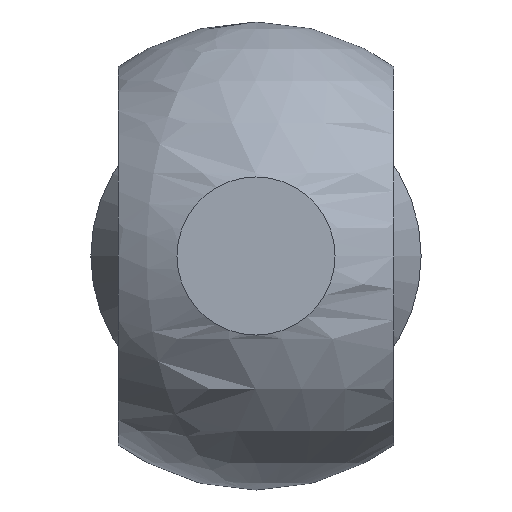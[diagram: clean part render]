
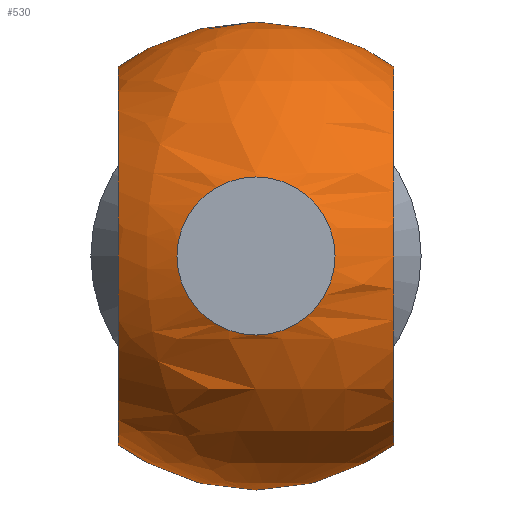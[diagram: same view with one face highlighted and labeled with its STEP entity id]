
A CAD part, front view. The second image highlights one B-rep face of the part: STEP entity #530.
In plain terms, the highlighted spherical face has radius 8.5 mm.
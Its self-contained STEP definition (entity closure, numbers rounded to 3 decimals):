
#477=CARTESIAN_POINT('',(0.,-8.,-2.872));
#478=VERTEX_POINT('',#477);
#479=CARTESIAN_POINT('',(0.0,-8.,0.0));
#480=DIRECTION('',(0.0,1.0,0.0));
#481=DIRECTION('',(0.0,0.0,-1.0));
#482=AXIS2_PLACEMENT_3D('',#479,#480,#481);
#483=CIRCLE('',#482,2.872);
#484=EDGE_CURVE('',#478,#478,#483,.T.);
#489=CARTESIAN_POINT('',(0.0,0.0,0.0));
#490=DIRECTION('',(0.0,0.0,1.0));
#491=DIRECTION('',(1.0,0.0,0.0));
#492=AXIS2_PLACEMENT_3D('',#489,#490,#491);
#493=SPHERICAL_SURFACE('',#492,8.5);
#494=ORIENTED_EDGE('',*,*,#484,.T.);
#495=EDGE_LOOP('',(#494));
#496=FACE_OUTER_BOUND('',#495,.T.);
#497=CARTESIAN_POINT('',(5.,0.0,-6.874));
#498=VERTEX_POINT('',#497);
#499=CARTESIAN_POINT('',(5.0,0.0,0.));
#500=DIRECTION('',(-1.0,0.0,0.0));
#501=DIRECTION('',(0.0,0.0,-1.0));
#502=AXIS2_PLACEMENT_3D('',#499,#500,#501);
#503=CIRCLE('',#502,6.874);
#504=EDGE_CURVE('',#498,#498,#503,.T.);
#505=ORIENTED_EDGE('',*,*,#504,.T.);
#506=EDGE_LOOP('',(#505));
#507=FACE_BOUND('',#506,.T.);
#508=CARTESIAN_POINT('',(-5.0,0.0,6.874));
#509=VERTEX_POINT('',#508);
#510=CARTESIAN_POINT('',(-5.0,0.0,0.0));
#511=DIRECTION('',(1.0,0.0,0.0));
#512=DIRECTION('',(0.0,0.0,1.0));
#513=AXIS2_PLACEMENT_3D('',#510,#511,#512);
#514=CIRCLE('',#513,6.874);
#515=EDGE_CURVE('',#509,#509,#514,.T.);
#516=ORIENTED_EDGE('',*,*,#515,.T.);
#517=EDGE_LOOP('',(#516));
#518=FACE_BOUND('',#517,.T.);
#519=CARTESIAN_POINT('',(0.,7.084,4.697));
#520=VERTEX_POINT('',#519);
#521=CARTESIAN_POINT('',(0.0,7.084,0.0));
#522=DIRECTION('',(0.0,-1.0,0.0));
#523=DIRECTION('',(0.0,0.0,1.0));
#524=AXIS2_PLACEMENT_3D('',#521,#522,#523);
#525=CIRCLE('',#524,4.697);
#526=EDGE_CURVE('',#520,#520,#525,.T.);
#527=ORIENTED_EDGE('',*,*,#526,.T.);
#528=EDGE_LOOP('',(#527));
#529=FACE_BOUND('',#528,.T.);
#530=ADVANCED_FACE('',(#496,#507,#518,#529),#493,.T.);
